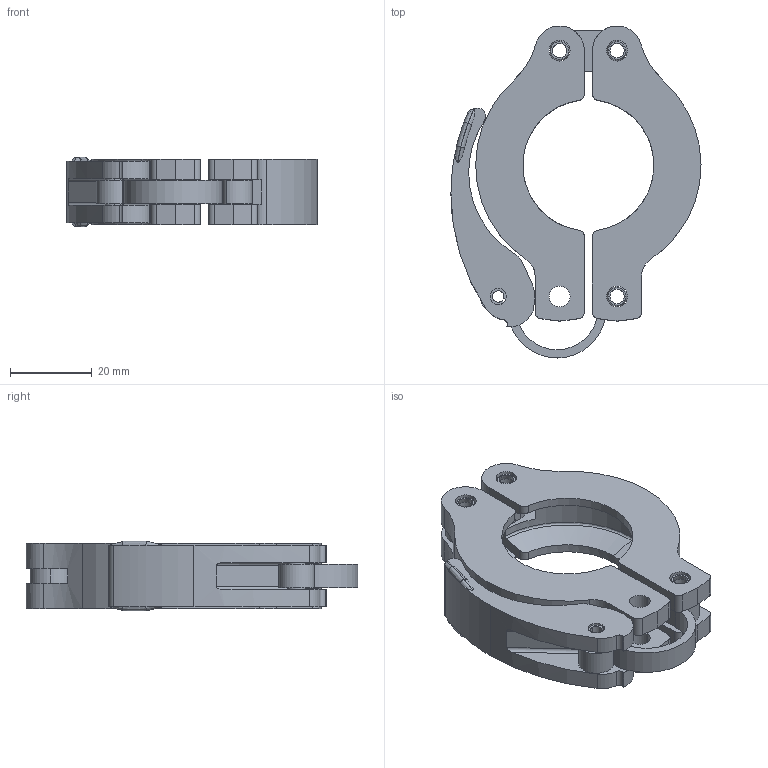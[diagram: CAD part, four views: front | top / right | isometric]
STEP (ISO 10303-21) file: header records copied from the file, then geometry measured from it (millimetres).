
FILE_DESCRIPTION (( 'STEP AP214' ), '1' );
FILE_NAME ('110BSS025.step', '2017-07-06T09:18:37', ( 'install' ), ( '' ), 'SwSTEP 2.0', 'SolidWorks 2015', '' );
FILE_SCHEMA (( 'AUTOMOTIVE_DESIGN' ));
Length unit declared in the file: millimetre
Products named in the file (1): 110BSS025
Bounding box: 61.04 x 80.99 x 17 mm (x, y, z)
Volume: 26872.1 mm3; surface area: 18110.8 mm2
Topology: 6 solids, 6 shells, 226 faces, 614 edges, 398 vertices
Faces by surface type: cylinder 102, plane 78, cone 30, bspline 16
Entity records: 8989 total; most frequent: CARTESIAN_POINT 2649, ORIENTED_EDGE 1228, DIRECTION 1220, EDGE_CURVE 614, AXIS2_PLACEMENT_3D 463, VERTEX_POINT 398, LINE 294, VECTOR 294
